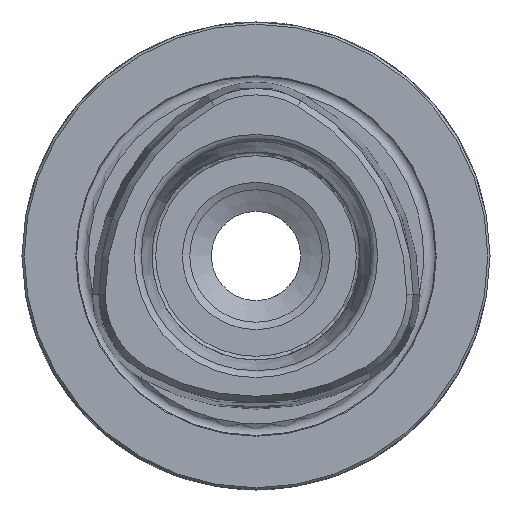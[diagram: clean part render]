
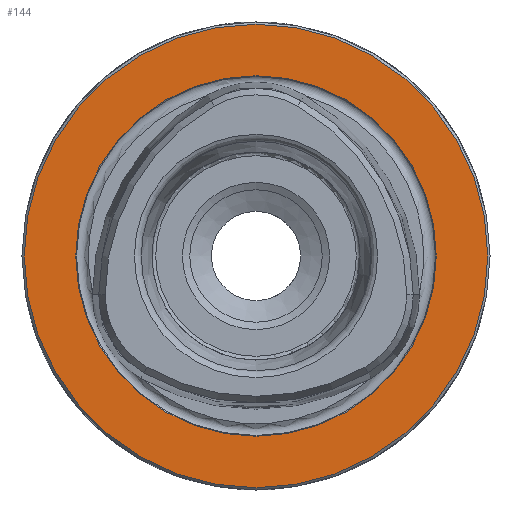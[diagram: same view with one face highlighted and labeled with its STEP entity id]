
A CAD part, left-side view. The second image highlights one B-rep face of the part: STEP entity #144.
In plain terms, the highlighted planar face has unit normal (-1, 0, 0).
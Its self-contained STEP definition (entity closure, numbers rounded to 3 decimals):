
#144 = ADVANCED_FACE( '', ( #388, #389 ), #390, .T. );
#388 = FACE_OUTER_BOUND( '', #769, .T. );
#389 = FACE_BOUND( '', #770, .T. );
#390 = PLANE( '', #771 );
#769 = EDGE_LOOP( '', ( #1160 ) );
#770 = EDGE_LOOP( '', ( #1161 ) );
#771 = AXIS2_PLACEMENT_3D( '', #1162, #1163, #1164 );
#1160 = ORIENTED_EDGE( '', *, *, #1994, .T. );
#1161 = ORIENTED_EDGE( '', *, *, #1995, .F. );
#1162 = CARTESIAN_POINT( '', ( 0., 0., 24.2 ) );
#1163 = DIRECTION( '', ( -1., 0., 0. ) );
#1164 = DIRECTION( '', ( 0., 0., 1. ) );
#1994 = EDGE_CURVE( '', #2326, #2326, #2327, .T. );
#1995 = EDGE_CURVE( '', #2328, #2328, #2329, .T. );
#2326 = VERTEX_POINT( '', #2926 );
#2327 = CIRCLE( '', #2927, 31.2 );
#2328 = VERTEX_POINT( '', #2928 );
#2329 = CIRCLE( '', #2929, 24.264 );
#2926 = CARTESIAN_POINT( '', ( 0., 0., 31.2 ) );
#2927 = AXIS2_PLACEMENT_3D( '', #4091, #4092, #4093 );
#2928 = CARTESIAN_POINT( '', ( 0., 0., 24.264 ) );
#2929 = AXIS2_PLACEMENT_3D( '', #4094, #4095, #4096 );
#4091 = CARTESIAN_POINT( '', ( 0., 0., 0. ) );
#4092 = DIRECTION( '', ( -1., 0., 0. ) );
#4093 = DIRECTION( '', ( 0., 0., 1. ) );
#4094 = CARTESIAN_POINT( '', ( 0., 0., 0. ) );
#4095 = DIRECTION( '', ( -1., 0., 0. ) );
#4096 = DIRECTION( '', ( 0., 0., 1. ) );
